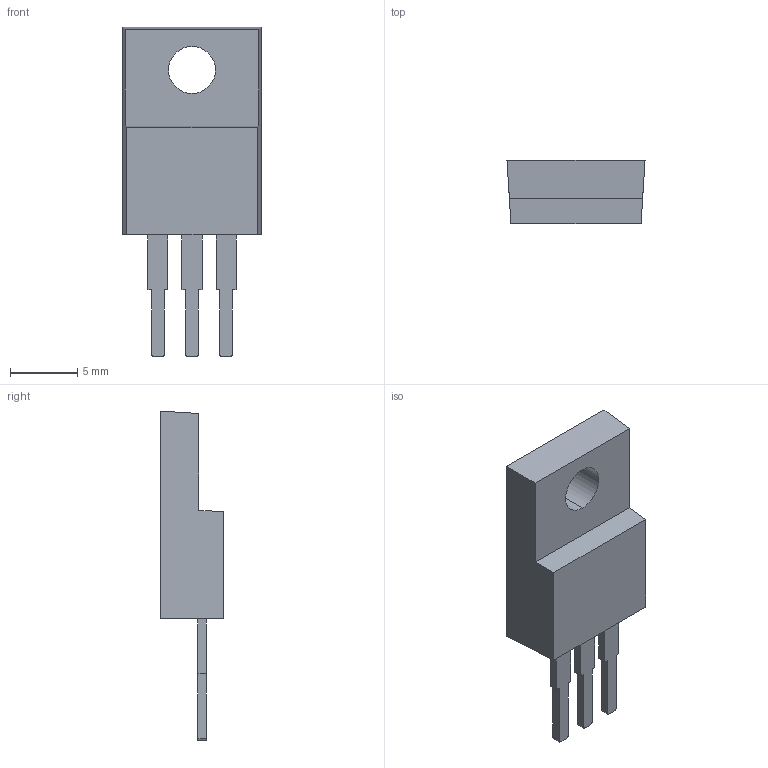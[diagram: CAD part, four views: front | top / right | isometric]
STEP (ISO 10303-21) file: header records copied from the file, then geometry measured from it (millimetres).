
FILE_DESCRIPTION (( 'STEP AP214' ), '1' );
FILE_NAME ('ITO-220AB_3PIN-L10.5-W5.0-H20.0-P2.54.step', '2022-08-01T12:42:21', ( '' ), ( '' ), 'SwSTEP 2.0', 'SolidWorks 2020', '' );
FILE_SCHEMA (( 'AUTOMOTIVE_DESIGN' ));
Length unit declared in the file: millimetre
Products named in the file (1): ITO-220AB_3PIN-L10.5-W5.0-H20.0-P2.54
Bounding box: 10.3 x 4.7 x 24.6 mm (x, y, z)
Volume: 584.8 mm3; surface area: 633.5 mm2
Topology: 1 solids, 1 shells, 267 faces, 729 edges, 486 vertices
Faces by surface type: plane 161, bspline 98, cylinder 8
Entity records: 11503 total; most frequent: CARTESIAN_POINT 2789, ORIENTED_EDGE 1458, DIRECTION 885, EDGE_CURVE 729, LINE 513, VECTOR 513, VERTEX_POINT 486, EDGE_LOOP 291
